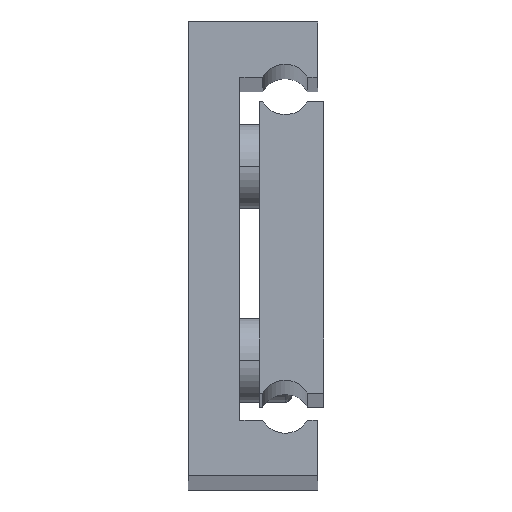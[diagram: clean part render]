
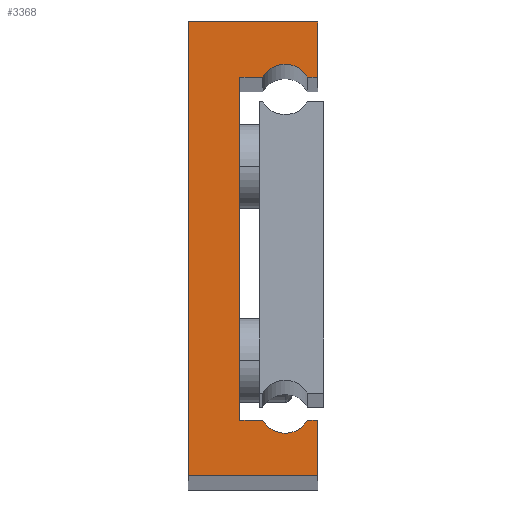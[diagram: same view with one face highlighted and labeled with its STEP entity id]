
A CAD part, top view. The second image highlights one B-rep face of the part: STEP entity #3368.
In plain terms, the highlighted planar face has unit normal (0, 0, 1).
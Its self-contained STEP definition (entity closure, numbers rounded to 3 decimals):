
#29 = DIRECTION ( 'NONE',  ( 1., 0., 0. ) ) ;
#64 = ORIENTED_EDGE ( 'NONE', *, *, #636, .T. ) ;
#212 = VECTOR ( 'NONE', #2345, 1000. ) ;
#270 = LINE ( 'NONE', #2048, #212 ) ;
#280 = DIRECTION ( 'NONE',  ( 1., 0., 0. ) ) ;
#289 = DIRECTION ( 'NONE',  ( -1., 0., 0. ) ) ;
#324 = CARTESIAN_POINT ( 'NONE',  ( 20., 61.5, 650. ) ) ;
#340 = EDGE_CURVE ( 'NONE', #3207, #2463, #1444, .T. ) ;
#407 = ORIENTED_EDGE ( 'NONE', *, *, #1329, .T. ) ;
#418 = VERTEX_POINT ( 'NONE', #547 ) ;
#420 = LINE ( 'NONE', #2509, #1008 ) ;
#441 = EDGE_CURVE ( 'NONE', #2551, #1753, #3200, .T. ) ;
#463 = VECTOR ( 'NONE', #2203, 1000. ) ;
#468 = EDGE_CURVE ( 'NONE', #1600, #598, #2888, .T. ) ;
#493 = CARTESIAN_POINT ( 'NONE',  ( 0., 0., 650. ) ) ;
#547 = CARTESIAN_POINT ( 'NONE',  ( 18.464, 8.5, 650. ) ) ;
#598 = VERTEX_POINT ( 'NONE', #1406 ) ;
#603 = DIRECTION ( 'NONE',  ( -1., 0., 0. ) ) ;
#633 = CARTESIAN_POINT ( 'NONE',  ( 20., 70., 650. ) ) ;
#636 = EDGE_CURVE ( 'NONE', #2463, #1566, #1205, .T. ) ;
#797 = VECTOR ( 'NONE', #289, 1000. ) ;
#800 = ORIENTED_EDGE ( 'NONE', *, *, #468, .T. ) ;
#851 = CARTESIAN_POINT ( 'NONE',  ( 15., 59.5, 650. ) ) ;
#940 = DIRECTION ( 'NONE',  ( -1., 0., 0. ) ) ;
#957 = AXIS2_PLACEMENT_3D ( 'NONE', #1267, #1307, #29 ) ;
#975 = DIRECTION ( 'NONE',  ( 1., 0., 0. ) ) ;
#976 = DIRECTION ( 'NONE',  ( 0., 0., -1. ) ) ;
#995 = LINE ( 'NONE', #1797, #3337 ) ;
#1008 = VECTOR ( 'NONE', #1420, 1000. ) ;
#1036 = ORIENTED_EDGE ( 'NONE', *, *, #2066, .T. ) ;
#1156 = CIRCLE ( 'NONE', #957, 4. ) ;
#1171 = CARTESIAN_POINT ( 'NONE',  ( 0., 70., 650. ) ) ;
#1194 = EDGE_CURVE ( 'NONE', #2981, #418, #995, .T. ) ;
#1205 = CIRCLE ( 'NONE', #1250, 4. ) ;
#1250 = AXIS2_PLACEMENT_3D ( 'NONE', #3316, #976, #940 ) ;
#1267 = CARTESIAN_POINT ( 'NONE',  ( 15., 10.5, 650. ) ) ;
#1270 = AXIS2_PLACEMENT_3D ( 'NONE', #851, #2975, #603 ) ;
#1307 = DIRECTION ( 'NONE',  ( 0., 0., -1. ) ) ;
#1329 = EDGE_CURVE ( 'NONE', #1723, #1600, #2626, .T. ) ;
#1346 = VECTOR ( 'NONE', #2354, 1000. ) ;
#1402 = CARTESIAN_POINT ( 'NONE',  ( 8., 8.5, 650. ) ) ;
#1406 = CARTESIAN_POINT ( 'NONE',  ( 0., 0., 650. ) ) ;
#1420 = DIRECTION ( 'NONE',  ( 0., 1., 0. ) ) ;
#1444 = LINE ( 'NONE', #1759, #2991 ) ;
#1521 = ORIENTED_EDGE ( 'NONE', *, *, #2936, .T. ) ;
#1535 = CARTESIAN_POINT ( 'NONE',  ( 20., 61.5, 650. ) ) ;
#1552 = EDGE_CURVE ( 'NONE', #1566, #2783, #2693, .T. ) ;
#1566 = VERTEX_POINT ( 'NONE', #2181 ) ;
#1571 = CARTESIAN_POINT ( 'NONE',  ( 0., 0., 650. ) ) ;
#1600 = VERTEX_POINT ( 'NONE', #1171 ) ;
#1696 = CARTESIAN_POINT ( 'NONE',  ( 20., 8.5, 650. ) ) ;
#1723 = VERTEX_POINT ( 'NONE', #633 ) ;
#1743 = DIRECTION ( 'NONE',  ( 0., 1., 0. ) ) ;
#1745 = VECTOR ( 'NONE', #1805, 1000. ) ;
#1748 = CARTESIAN_POINT ( 'NONE',  ( 11.536, 61.5, 650. ) ) ;
#1753 = VERTEX_POINT ( 'NONE', #1402 ) ;
#1759 = CARTESIAN_POINT ( 'NONE',  ( 11.536, 61.5, 650. ) ) ;
#1797 = CARTESIAN_POINT ( 'NONE',  ( 20., 8.5, 650. ) ) ;
#1805 = DIRECTION ( 'NONE',  ( -1., 0., 0. ) ) ;
#1819 = VECTOR ( 'NONE', #280, 1000. ) ;
#1823 = ORIENTED_EDGE ( 'NONE', *, *, #340, .T. ) ;
#1894 = ORIENTED_EDGE ( 'NONE', *, *, #1194, .T. ) ;
#1932 = FACE_OUTER_BOUND ( 'NONE', #2499, .T. ) ;
#1971 = ORIENTED_EDGE ( 'NONE', *, *, #1552, .T. ) ;
#2016 = CARTESIAN_POINT ( 'NONE',  ( 20., 0., 650. ) ) ;
#2031 = DIRECTION ( 'NONE',  ( -1., 0., 0. ) ) ;
#2048 = CARTESIAN_POINT ( 'NONE',  ( 20., 0., 650. ) ) ;
#2066 = EDGE_CURVE ( 'NONE', #418, #2551, #1156, .T. ) ;
#2105 = VECTOR ( 'NONE', #1743, 1000. ) ;
#2181 = CARTESIAN_POINT ( 'NONE',  ( 18.464, 61.5, 650. ) ) ;
#2203 = DIRECTION ( 'NONE',  ( 1., 0., 0. ) ) ;
#2288 = ORIENTED_EDGE ( 'NONE', *, *, #441, .T. ) ;
#2345 = DIRECTION ( 'NONE',  ( 0., 1., 0. ) ) ;
#2354 = DIRECTION ( 'NONE',  ( 0., -1., 0. ) ) ;
#2370 = CARTESIAN_POINT ( 'NONE',  ( 0., 70., 650. ) ) ;
#2414 = CARTESIAN_POINT ( 'NONE',  ( 11.536, 8.5, 650. ) ) ;
#2463 = VERTEX_POINT ( 'NONE', #1748 ) ;
#2499 = EDGE_LOOP ( 'NONE', ( #800, #3029, #2822, #1894, #1036, #2288, #2666, #1823, #64, #1971, #1521, #407 ) ) ;
#2509 = CARTESIAN_POINT ( 'NONE',  ( 8., 8.5, 650. ) ) ;
#2551 = VERTEX_POINT ( 'NONE', #2414 ) ;
#2596 = LINE ( 'NONE', #1571, #1819 ) ;
#2603 = EDGE_CURVE ( 'NONE', #1753, #3207, #420, .T. ) ;
#2609 = CARTESIAN_POINT ( 'NONE',  ( 11.536, 8.5, 650. ) ) ;
#2626 = LINE ( 'NONE', #2370, #797 ) ;
#2666 = ORIENTED_EDGE ( 'NONE', *, *, #2603, .T. ) ;
#2693 = LINE ( 'NONE', #324, #463 ) ;
#2783 = VERTEX_POINT ( 'NONE', #1535 ) ;
#2822 = ORIENTED_EDGE ( 'NONE', *, *, #3209, .T. ) ;
#2888 = LINE ( 'NONE', #493, #1346 ) ;
#2936 = EDGE_CURVE ( 'NONE', #2783, #1723, #3370, .T. ) ;
#2943 = VERTEX_POINT ( 'NONE', #2016 ) ;
#2975 = DIRECTION ( 'NONE',  ( 0., 0., -1. ) ) ;
#2981 = VERTEX_POINT ( 'NONE', #1696 ) ;
#2991 = VECTOR ( 'NONE', #975, 1000. ) ;
#3029 = ORIENTED_EDGE ( 'NONE', *, *, #3257, .T. ) ;
#3200 = LINE ( 'NONE', #2609, #1745 ) ;
#3207 = VERTEX_POINT ( 'NONE', #3315 ) ;
#3209 = EDGE_CURVE ( 'NONE', #2943, #2981, #270, .T. ) ;
#3220 = PLANE ( 'NONE',  #1270 ) ;
#3257 = EDGE_CURVE ( 'NONE', #598, #2943, #2596, .T. ) ;
#3315 = CARTESIAN_POINT ( 'NONE',  ( 8., 61.5, 650. ) ) ;
#3316 = CARTESIAN_POINT ( 'NONE',  ( 15., 59.5, 650. ) ) ;
#3337 = VECTOR ( 'NONE', #2031, 1000. ) ;
#3355 = CARTESIAN_POINT ( 'NONE',  ( 20., 70., 650. ) ) ;
#3368 = ADVANCED_FACE ( 'NONE', ( #1932 ), #3220, .F. ) ;
#3370 = LINE ( 'NONE', #3355, #2105 ) ;
